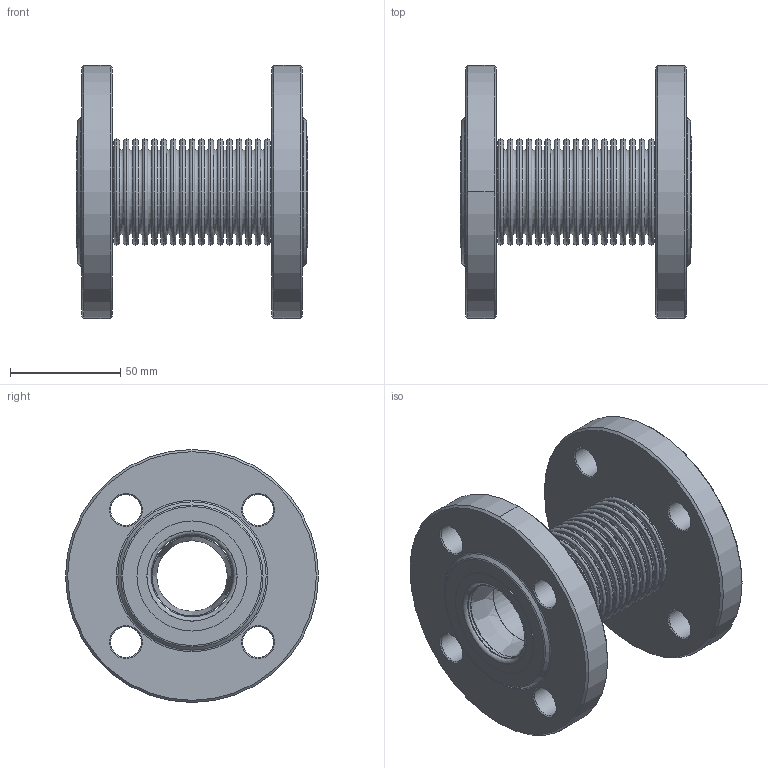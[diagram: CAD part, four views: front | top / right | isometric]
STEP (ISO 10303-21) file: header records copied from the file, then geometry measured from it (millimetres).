
FILE_DESCRIPTION(('HOOPS Exchange Step'),'2;1');
FILE_NAME('KP03_DN25_PN16.stp','2025-10-31T16:21:07+01:00',('nieru'),('Unknown organisation'),'HOOPS Exchange 2024.2','HOOPS Exchange','Unknown authorisation');
FILE_SCHEMA( ('AP203_CONFIGURATION_CONTROLLED_3D_DESIGN_OF_MECHANICAL_PARTS_AND_ASSEMBLIES_MIM_LF') );
Length unit declared in the file: millimetre
Products named in the file (2): 0; root
Assembly tree (1 placements, depth 2):
  root
    0
Bounding box: 105 x 115 x 115 mm (x, y, z)
Volume: 257044.7 mm3; surface area: 151863.8 mm2
Topology: 5 solids, 5 shells, 309 faces, 778 edges, 483 vertices
Faces by surface type: torus 162, cone 92, cylinder 33, plane 14, bspline 8
Full cylindrical faces by diameter (mm): 14 x8, 32 x1, 32.6 x1, 33.2 x1, 33.8 x1, 36.2 x2, 36.8 x2, 37.4 x4, 38 x8, 50 x2, 115 x1
Entity records: 10967 total; most frequent: CARTESIAN_POINT 2949, DIRECTION 2015, ORIENTED_EDGE 1556, AXIS2_PLACEMENT_3D 945, EDGE_CURVE 778, CIRCLE 641, VERTEX_POINT 483, EDGE_LOOP 339
